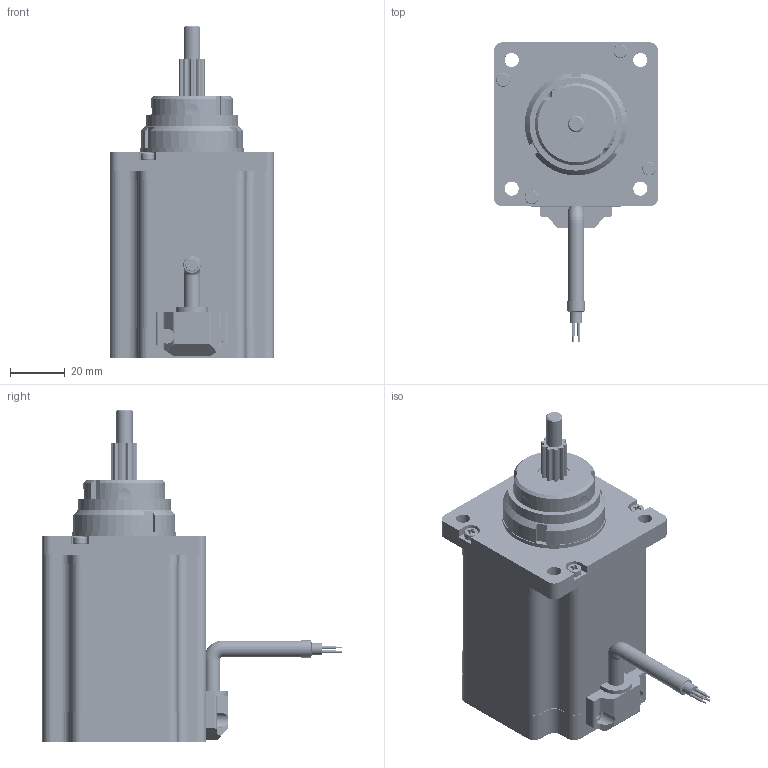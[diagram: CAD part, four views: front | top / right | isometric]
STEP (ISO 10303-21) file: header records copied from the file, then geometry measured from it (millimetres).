
FILE_DESCRIPTION (( 'STEP AP214' ), '1' );
FILE_NAME ('60NC275-T5.08-5-04-12.7-001.STEP', '2024-11-28T06:40:02', ( 'MM' ), ( 'Microsoft' ), 'SwSTEP 2.0', 'SolidWorks 2024', '' );
FILE_SCHEMA (( 'AUTOMOTIVE_DESIGN' ));
Length unit declared in the file: millimetre
Products named in the file (23): 01-60-001（60直线前盖φ30安装孔57）_04-57-001-1; 02-60-75直线贯通; 03-60-012贯通75机身; 07-57-002（57固定轴锁紧螺母）; 07-57-009（57固定轴花键-12.7）_01-57-022-3; 07-57-007（57固定轴卡簧）; 08-60-001（60直线电机磁钢）_07-28-001-2; 13-60-35骨架_13-60-35; 60NC275-T5.08-5-04-12.7-001; 01-60-015（60直线后盖φ30电缆线有孔）_04-60-003-1; 02-60-75直接出线; 13-60-15骨架_13-60-15; 10-60-005轴套φ17H3.8; 09-57-001（φ30Xφ17X7); 10-60-001直线隔磁片; 03-60-11-17_10-60-006-11; 07-57-009（57固定轴铝套-12.7）_08-35-006-5; 11-57-004（M3-71配57-75）; 06-57-016（贯通75电机轴）_06-57-012; 02-60-54_02-60-54; 07-57-009（57固定轴丝杆-12.7）_03-57-004-7; 07-57-003（57固定轴注塑螺母）; 14-57-004（57单孔出线）
Assembly tree (30 placements, depth 4):
  60NC275-T5.08-5-04-12.7-001
    02-60-75直线贯通
      01-60-015（60直线后盖φ30电缆线有孔）_04-60-003-1
      01-60-001（60直线前盖φ30安装孔57）_04-57-001-1
      02-60-75直接出线
        02-60-54_02-60-54
        13-60-35骨架_13-60-35
        13-60-15骨架_13-60-15
      03-60-012贯通75机身
        03-60-11-17_10-60-006-11  x4
        08-60-001（60直线电机磁钢）_07-28-001-2  x2
        10-60-001直线隔磁片
        06-57-016（贯通75电机轴）_06-57-012
      09-57-001（φ30Xφ17X7)  x2
      10-60-005轴套φ17H3.8
      14-57-004（57单孔出线）
      11-57-004（M3-71配57-75）  x4
    07-57-009（57固定轴铝套-12.7）_08-35-006-5
    07-57-002（57固定轴锁紧螺母）
    07-57-003（57固定轴注塑螺母）
    07-57-009（57固定轴花键-12.7）_01-57-022-3
    07-57-007（57固定轴卡簧）
    07-57-009（57固定轴丝杆-12.7）_03-57-004-7
Bounding box: 60 x 109.5 x 121.55 mm (x, y, z)
Volume: 186091.8 mm3; surface area: 164010.9 mm2
Topology: 28 solids, 28 shells, 4882 faces, 13926 edges, 9234 vertices
Faces by surface type: cylinder 3052, plane 1676, cone 84, bspline 48, torus 22
Entity records: 118169 total; most frequent: CARTESIAN_POINT 43279, ORIENTED_EDGE 15964, DIRECTION 15613, EDGE_CURVE 7982, AXIS2_PLACEMENT_3D 5532, VERTEX_POINT 5283, LINE 4549, VECTOR 4549
